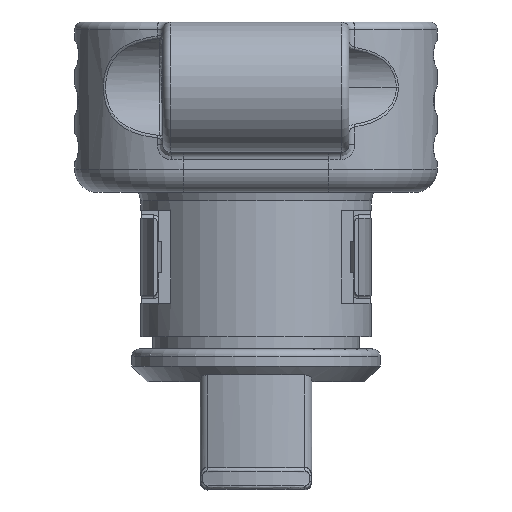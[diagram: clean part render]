
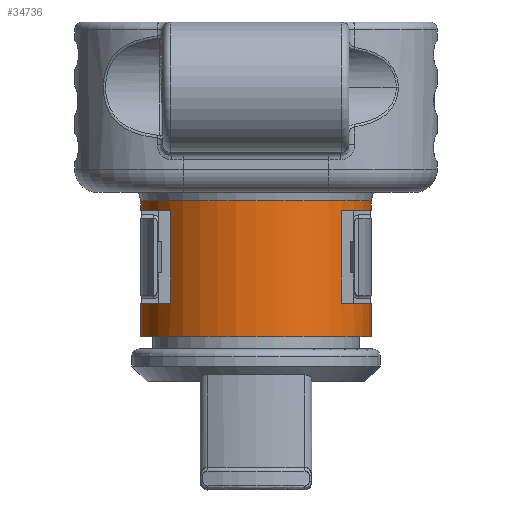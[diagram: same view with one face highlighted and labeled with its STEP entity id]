
A CAD part, front view. The second image highlights one B-rep face of the part: STEP entity #34736.
In plain terms, the highlighted cylindrical face has radius 7.45 mm (diameter 14.9 mm), a partial arc.
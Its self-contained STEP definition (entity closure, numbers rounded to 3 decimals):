
#11295=CARTESIAN_POINT('',(7.386,0.975,-2.337));
#11297=CARTESIAN_POINT('',(-7.386,0.975,-2.337));
#11304=DIRECTION('',(0.,0.,1.));
#11305=VECTOR('',#11304,2.15);
#11306=CARTESIAN_POINT('',(7.386,0.975,-11.1));
#11307=LINE('',#11306,#11305);
#11308=CARTESIAN_POINT('',(0.,0.,-11.1));
#11309=DIRECTION('',(0.,0.,1.));
#11310=DIRECTION('',(-0.991,0.131,0.));
#11311=AXIS2_PLACEMENT_3D('',#11308,#11309,#11310);
#11313=DIRECTION('',(0.,0.,1.));
#11314=VECTOR('',#11313,2.15);
#11315=CARTESIAN_POINT('',(-7.386,0.975,-11.1));
#11316=LINE('',#11315,#11314);
#11317=CARTESIAN_POINT('',(0.,0.,-8.95));
#11318=DIRECTION('',(0.,0.,1.));
#11319=DIRECTION('',(-0.991,0.131,0.));
#11320=AXIS2_PLACEMENT_3D('',#11317,#11318,#11319);
#11322=DIRECTION('',(0.,0.,1.));
#11323=VECTOR('',#11322,6.);
#11324=CARTESIAN_POINT('',(-5.5,-5.025,-8.95));
#11325=LINE('',#11324,#11323);
#11326=CARTESIAN_POINT('',(0.,0.,-2.95));
#11327=DIRECTION('',(0.,0.,1.));
#11328=DIRECTION('',(-0.991,0.131,0.));
#11329=AXIS2_PLACEMENT_3D('',#11326,#11327,#11328);
#11331=DIRECTION('',(0.,0.,1.));
#11332=VECTOR('',#11331,0.613);
#11333=CARTESIAN_POINT('',(-7.386,0.975,-2.95));
#11334=LINE('',#11333,#11332);
#11335=CARTESIAN_POINT('',(0.,0.,-2.337));
#11336=DIRECTION('',(0.,0.,1.));
#11337=DIRECTION('',(-0.991,0.131,0.));
#11338=AXIS2_PLACEMENT_3D('',#11335,#11336,#11337);
#11340=DIRECTION('',(0.,0.,1.));
#11341=VECTOR('',#11340,0.613);
#11342=CARTESIAN_POINT('',(7.386,0.975,-2.95));
#11343=LINE('',#11342,#11341);
#11344=CARTESIAN_POINT('',(0.,0.,-2.95));
#11345=DIRECTION('',(0.,0.,1.));
#11346=DIRECTION('',(0.738,-0.675,0.));
#11347=AXIS2_PLACEMENT_3D('',#11344,#11345,#11346);
#11349=DIRECTION('',(0.,0.,1.));
#11350=VECTOR('',#11349,6.);
#11351=CARTESIAN_POINT('',(5.5,-5.025,-8.95));
#11352=LINE('',#11351,#11350);
#11353=CARTESIAN_POINT('',(0.,0.,-8.95));
#11354=DIRECTION('',(0.,0.,1.));
#11355=DIRECTION('',(0.738,-0.675,0.));
#11356=AXIS2_PLACEMENT_3D('',#11353,#11354,#11355);
#24385=VERTEX_POINT('',#11295);
#24409=CARTESIAN_POINT('',(-7.386,0.975,-8.95));
#24410=CARTESIAN_POINT('',(-5.5,-5.025,-8.95));
#24411=VERTEX_POINT('',#24409);
#24412=VERTEX_POINT('',#24410);
#24413=CARTESIAN_POINT('',(5.5,-5.025,-8.95));
#24414=CARTESIAN_POINT('',(7.386,0.975,-8.95));
#24415=VERTEX_POINT('',#24413);
#24416=VERTEX_POINT('',#24414);
#24417=CARTESIAN_POINT('',(-7.386,0.975,-2.95));
#24418=CARTESIAN_POINT('',(-5.5,-5.025,-2.95));
#24419=VERTEX_POINT('',#24417);
#24420=VERTEX_POINT('',#24418);
#24421=CARTESIAN_POINT('',(5.5,-5.025,-2.95));
#24422=CARTESIAN_POINT('',(7.386,0.975,-2.95));
#24423=VERTEX_POINT('',#24421);
#24424=VERTEX_POINT('',#24422);
#24441=VERTEX_POINT('',#11297);
#24651=CARTESIAN_POINT('',(-7.386,0.975,-11.1));
#24653=VERTEX_POINT('',#24651);
#24654=CARTESIAN_POINT('',(7.386,0.975,-11.1));
#24656=VERTEX_POINT('',#24654);
#34710=CARTESIAN_POINT('',(0.,0.,-14.7));
#34711=DIRECTION('',(0.,0.,1.));
#34712=DIRECTION('',(-1.,0.,0.));
#34713=AXIS2_PLACEMENT_3D('',#34710,#34711,#34712);
#34714=CYLINDRICAL_SURFACE('',#34713,7.45);
#34715=ORIENTED_EDGE('',*,*,#32919,.F.);
#34717=ORIENTED_EDGE('',*,*,#34716,.F.);
#34718=ORIENTED_EDGE('',*,*,#33039,.T.);
#34720=ORIENTED_EDGE('',*,*,#34719,.T.);
#34722=ORIENTED_EDGE('',*,*,#34721,.T.);
#34724=ORIENTED_EDGE('',*,*,#34723,.F.);
#34725=ORIENTED_EDGE('',*,*,#33031,.T.);
#34726=ORIENTED_EDGE('',*,*,#34704,.T.);
#34727=ORIENTED_EDGE('',*,*,#32927,.F.);
#34729=ORIENTED_EDGE('',*,*,#34728,.F.);
#34731=ORIENTED_EDGE('',*,*,#34730,.F.);
#34733=ORIENTED_EDGE('',*,*,#34732,.T.);
#34734=EDGE_LOOP('',(#34715,#34717,#34718,#34720,#34722,#34724,#34725,#34726,
#34727,#34729,#34731,#34733));
#34735=FACE_OUTER_BOUND('',#34734,.F.);
#34736=ADVANCED_FACE('',(#34735),#34714,.T.);
#11312=CIRCLE('',#11311,7.45);
#11321=CIRCLE('',#11320,7.45);
#11330=CIRCLE('',#11329,7.45);
#11339=CIRCLE('',#11338,7.45);
#11348=CIRCLE('',#11347,7.45);
#11357=CIRCLE('',#11356,7.45);
#32919=EDGE_CURVE('',#24656,#24416,#11307,.T.);
#32927=EDGE_CURVE('',#24424,#24385,#11343,.T.);
#33031=EDGE_CURVE('',#24419,#24441,#11334,.T.);
#33039=EDGE_CURVE('',#24653,#24411,#11316,.T.);
#34704=EDGE_CURVE('',#24441,#24385,#11339,.T.);
#34716=EDGE_CURVE('',#24653,#24656,#11312,.T.);
#34719=EDGE_CURVE('',#24411,#24412,#11321,.T.);
#34721=EDGE_CURVE('',#24412,#24420,#11325,.T.);
#34723=EDGE_CURVE('',#24419,#24420,#11330,.T.);
#34728=EDGE_CURVE('',#24423,#24424,#11348,.T.);
#34730=EDGE_CURVE('',#24415,#24423,#11352,.T.);
#34732=EDGE_CURVE('',#24415,#24416,#11357,.T.);
